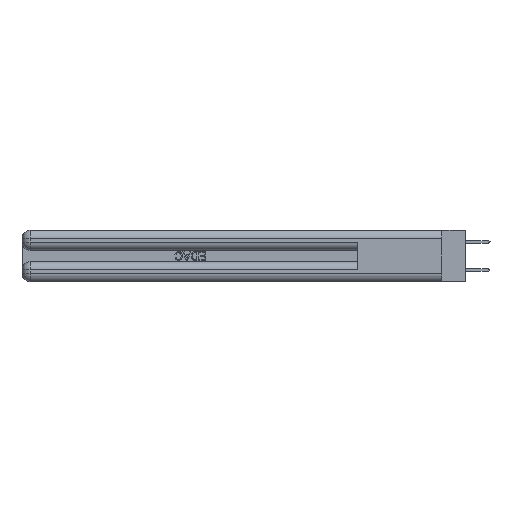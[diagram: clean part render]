
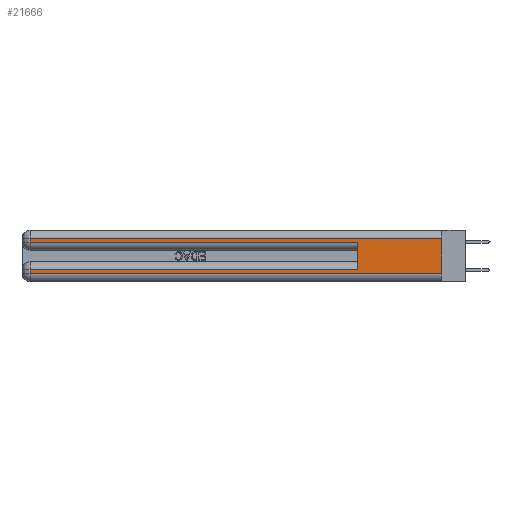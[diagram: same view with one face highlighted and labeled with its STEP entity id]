
A CAD part, left-side view. The second image highlights one B-rep face of the part: STEP entity #21666.
In plain terms, the highlighted planar face has unit normal (-1, 0, 0).
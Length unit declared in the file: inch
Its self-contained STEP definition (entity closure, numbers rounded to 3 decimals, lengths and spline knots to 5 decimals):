
#158 = VERTEX_POINT ( 'NONE', #34555 ) ;
#661 = FACE_OUTER_BOUND ( 'NONE', #23989, .T. ) ;
#998 = CARTESIAN_POINT ( 'NONE',  ( 0., 0., 0.285 ) ) ;
#2277 = PLANE ( 'NONE',  #12626 ) ;
#2497 = DIRECTION ( 'NONE',  ( 0., 0., -1. ) ) ;
#2718 = ORIENTED_EDGE ( 'NONE', *, *, #26549, .T. ) ;
#2834 = DIRECTION ( 'NONE',  ( 0., 0., -1. ) ) ;
#3192 = LINE ( 'NONE', #39174, #23542 ) ;
#3849 = ORIENTED_EDGE ( 'NONE', *, *, #22513, .T. ) ;
#3959 = LINE ( 'NONE', #5557, #20885 ) ;
#4119 = VECTOR ( 'NONE', #33040, 39.37008 ) ;
#5034 = ORIENTED_EDGE ( 'NONE', *, *, #31972, .F. ) ;
#5384 = LINE ( 'NONE', #14771, #8322 ) ;
#5557 = CARTESIAN_POINT ( 'NONE',  ( 0., 0., 0.37 ) ) ;
#6531 = ORIENTED_EDGE ( 'NONE', *, *, #37864, .T. ) ;
#7272 = DIRECTION ( 'NONE',  ( 0., 0., 1. ) ) ;
#8197 = DIRECTION ( 'NONE',  ( 0., 0., -1. ) ) ;
#8322 = VECTOR ( 'NONE', #8197, 39.37008 ) ;
#9030 = VERTEX_POINT ( 'NONE', #20243 ) ;
#9156 = CARTESIAN_POINT ( 'NONE',  ( 0., 2.94, 0.37 ) ) ;
#9338 = EDGE_CURVE ( 'NONE', #24288, #9030, #15171, .T. ) ;
#11970 = EDGE_CURVE ( 'NONE', #31488, #19734, #5384, .T. ) ;
#12626 = AXIS2_PLACEMENT_3D ( 'NONE', #28062, #18676, #2834 ) ;
#13659 = CARTESIAN_POINT ( 'NONE',  ( 0., 0.6, 0.145 ) ) ;
#14375 = CARTESIAN_POINT ( 'NONE',  ( 0., 2.94, 0.285 ) ) ;
#14771 = CARTESIAN_POINT ( 'NONE',  ( 0., 2.94, 0.37 ) ) ;
#15171 = LINE ( 'NONE', #28464, #21124 ) ;
#15474 = VERTEX_POINT ( 'NONE', #18322 ) ;
#15672 = DIRECTION ( 'NONE',  ( 0., 1., 0. ) ) ;
#15982 = DIRECTION ( 'NONE',  ( 0., -1., 0. ) ) ;
#17054 = CARTESIAN_POINT ( 'NONE',  ( 0., 2.94, 0.085 ) ) ;
#18322 = CARTESIAN_POINT ( 'NONE',  ( 0., 0., 0.31 ) ) ;
#18351 = ORIENTED_EDGE ( 'NONE', *, *, #9338, .T. ) ;
#18627 = EDGE_CURVE ( 'NONE', #158, #28914, #21381, .T. ) ;
#18676 = DIRECTION ( 'NONE',  ( 1., 0., 0. ) ) ;
#19166 = CARTESIAN_POINT ( 'NONE',  ( 0., 0.6, 0.285 ) ) ;
#19410 = CARTESIAN_POINT ( 'NONE',  ( 0., 2.94, 0.06 ) ) ;
#19734 = VERTEX_POINT ( 'NONE', #14375 ) ;
#19792 = ORIENTED_EDGE ( 'NONE', *, *, #18627, .F. ) ;
#20006 = LINE ( 'NONE', #998, #4119 ) ;
#20243 = CARTESIAN_POINT ( 'NONE',  ( 0., 0., 0.06 ) ) ;
#20273 = ORIENTED_EDGE ( 'NONE', *, *, #11970, .T. ) ;
#20658 = DIRECTION ( 'NONE',  ( 0., 1., 0. ) ) ;
#20885 = VECTOR ( 'NONE', #2497, 39.37008 ) ;
#21124 = VECTOR ( 'NONE', #15982, 39.37008 ) ;
#21381 = LINE ( 'NONE', #13659, #31251 ) ;
#21666 = ADVANCED_FACE ( 'NONE', ( #661 ), #2277, .F. ) ;
#22513 = EDGE_CURVE ( 'NONE', #15474, #31488, #24083, .T. ) ;
#22701 = EDGE_CURVE ( 'NONE', #158, #34783, #3192, .T. ) ;
#23542 = VECTOR ( 'NONE', #20658, 39.37008 ) ;
#23989 = EDGE_LOOP ( 'NONE', ( #5034, #3849, #20273, #6531, #19792, #26992, #2718, #18351 ) ) ;
#24083 = LINE ( 'NONE', #34612, #28932 ) ;
#24288 = VERTEX_POINT ( 'NONE', #19410 ) ;
#25275 = DIRECTION ( 'NONE',  ( 0., 0., -1. ) ) ;
#26549 = EDGE_CURVE ( 'NONE', #34783, #24288, #40437, .T. ) ;
#26992 = ORIENTED_EDGE ( 'NONE', *, *, #22701, .T. ) ;
#28062 = CARTESIAN_POINT ( 'NONE',  ( 0., 0., 0.37 ) ) ;
#28464 = CARTESIAN_POINT ( 'NONE',  ( 0., 0., 0.06 ) ) ;
#28914 = VERTEX_POINT ( 'NONE', #19166 ) ;
#28932 = VECTOR ( 'NONE', #15672, 39.37008 ) ;
#29528 = VECTOR ( 'NONE', #25275, 39.37008 ) ;
#31251 = VECTOR ( 'NONE', #7272, 39.37008 ) ;
#31488 = VERTEX_POINT ( 'NONE', #35442 ) ;
#31972 = EDGE_CURVE ( 'NONE', #15474, #9030, #3959, .T. ) ;
#33040 = DIRECTION ( 'NONE',  ( 0., -1., 0. ) ) ;
#34555 = CARTESIAN_POINT ( 'NONE',  ( 0., 0.6, 0.085 ) ) ;
#34612 = CARTESIAN_POINT ( 'NONE',  ( 0., 0., 0.31 ) ) ;
#34783 = VERTEX_POINT ( 'NONE', #17054 ) ;
#35442 = CARTESIAN_POINT ( 'NONE',  ( 0., 2.94, 0.31 ) ) ;
#37864 = EDGE_CURVE ( 'NONE', #19734, #28914, #20006, .T. ) ;
#39174 = CARTESIAN_POINT ( 'NONE',  ( 0., 0., 0.085 ) ) ;
#40437 = LINE ( 'NONE', #9156, #29528 ) ;
